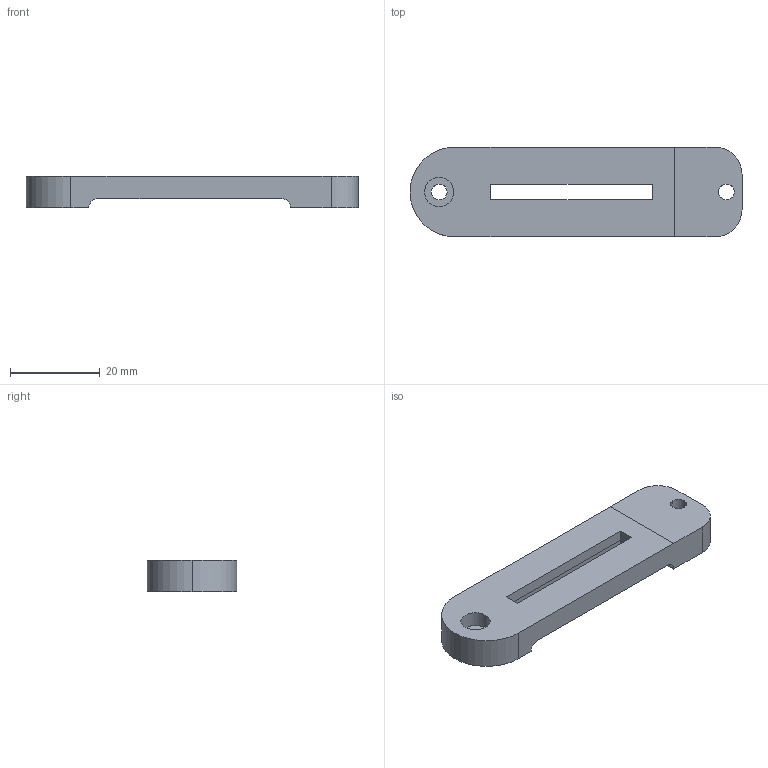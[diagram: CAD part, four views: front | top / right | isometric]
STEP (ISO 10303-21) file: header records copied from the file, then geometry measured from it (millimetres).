
FILE_DESCRIPTION(('CATIA V5 STEP Exchange'),'2;1');
FILE_NAME('HYPERCUBE-EVO-0004_NGEN V2.stp','2020-05-20T17:07:53+00:00',('none'),('none'),'CATIA Version 5 Release 21 GA (IN-10)','CATIA V5 STEP AP203','none');
FILE_SCHEMA(('CONFIG_CONTROL_DESIGN'));
Length unit declared in the file: millimetre
Products named in the file (1): HYPERCUBE-EVO-0004_NGEN
Bounding box: 74 x 20 x 7 mm (x, y, z)
Volume: 7112.1 mm3; surface area: 4244.7 mm2
Topology: 1 solids, 1 shells, 34 faces, 90 edges, 60 vertices
Faces by surface type: plane 18, cylinder 16
Entity records: 1053 total; most frequent: ORIENTED_EDGE 180, CARTESIAN_POINT 178, DIRECTION 144, EDGE_CURVE 90, AXIS2_PLACEMENT_3D 60, VERTEX_POINT 60, VECTOR 58, LINE 58
